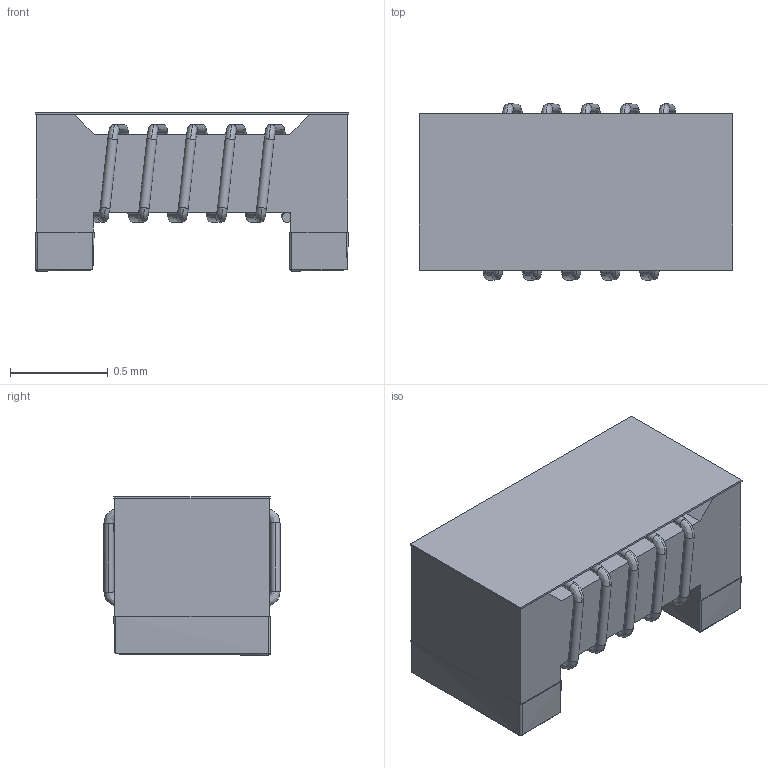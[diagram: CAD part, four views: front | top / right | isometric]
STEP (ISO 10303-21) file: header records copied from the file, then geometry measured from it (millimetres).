
FILE_DESCRIPTION (( 'STEP AP214' ), '1' );
FILE_NAME ('0FCC9FD9-29F7-4B05-B636-3E8F19CF94F3.STEP', '2023-10-14T21:27:43', ( '' ), ( '' ), 'SwSTEP 2.0', 'SolidWorks 2022', '' );
FILE_SCHEMA (( 'AUTOMOTIVE_DESIGN' ));
Length unit declared in the file: millimetre
Products named in the file (1): 0FCC9FD9-29F7-4B05-B636-3E8F19CF94F3
Bounding box: 1.6 x 0.9 x 0.81 mm (x, y, z)
Volume: 0.7 mm3; surface area: 10 mm2
Topology: 1 solids, 1 shells, 138 faces, 424 edges, 266 vertices
Faces by surface type: cylinder 59, bspline 49, plane 30
Entity records: 6887 total; most frequent: CARTESIAN_POINT 1770, ORIENTED_EDGE 814, DIRECTION 780, EDGE_CURVE 407, AXIS2_PLACEMENT_3D 319, VERTEX_POINT 264, CIRCLE 229, VECTOR 142
